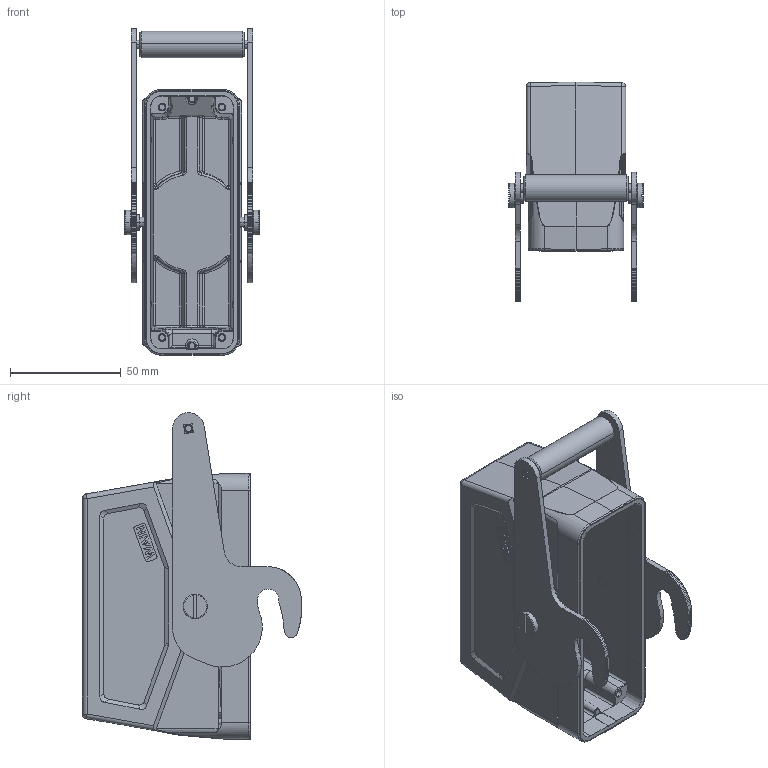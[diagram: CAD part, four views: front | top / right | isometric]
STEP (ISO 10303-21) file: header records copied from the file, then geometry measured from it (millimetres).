
FILE_DESCRIPTION(/* description */ (''),/* implementation_level */ '2;1');
FILE_NAME(/* name */ '3D_1121245505006_W24B-MSEH-1L_C-M32_V1.1.stp',/* time_stamp */ '2023-12-06T20:31:02+08:00',/* author */ (''),/* organization */ (''),/* preprocessor_version */ 'ST-DEVELOPER v18.1',/* originating_system */ 'SIEMENS PLM Software NX 1980',/* authorisation */ '');
FILE_SCHEMA (('AP203_CONFIGURATION_CONTROLLED_3D_DESIGN_OF_MECHANICAL_PARTS_AND_ASSEMBLIES_MIM_LF { 1 0 10303 403 2 1 2}'));
Length unit declared in the file: millimetre
Products named in the file (1): temp
Bounding box: 60.8 x 99.05 x 147.39 mm (x, y, z)
Volume: 119457.2 mm3; surface area: 69654.2 mm2
Topology: 4 solids, 4 shells, 726 faces, 1921 edges, 1216 vertices
Faces by surface type: cylinder 318, plane 280, torus 57, cone 24, sphere 23, bspline 23, revolution 1
Entity records: 25422 total; most frequent: CARTESIAN_POINT 7761, ORIENTED_EDGE 3796, DIRECTION 3509, EDGE_CURVE 1898, AXIS2_PLACEMENT_3D 1295, VERTEX_POINT 1216, LINE 918, VECTOR 918
